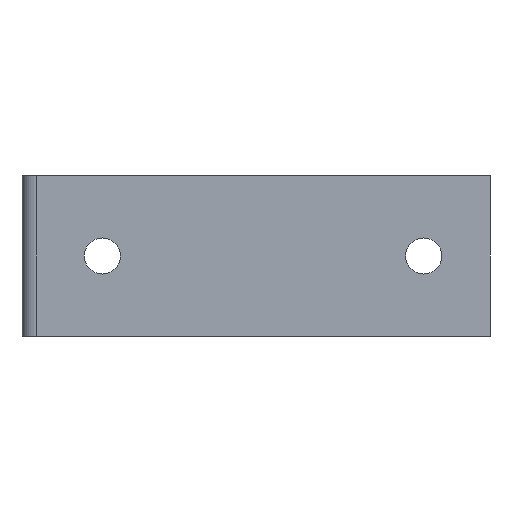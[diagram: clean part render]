
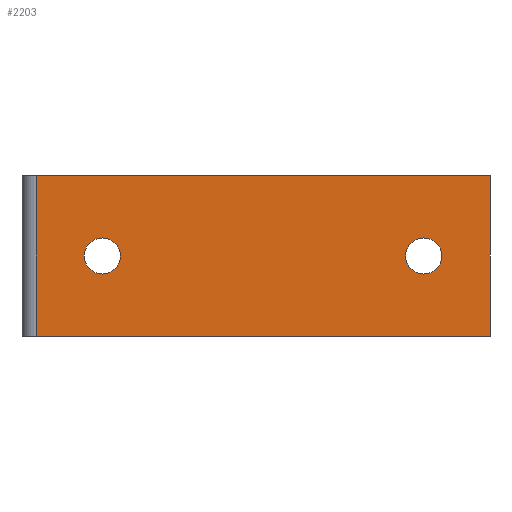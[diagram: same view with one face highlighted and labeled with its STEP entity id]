
A CAD part, front view. The second image highlights one B-rep face of the part: STEP entity #2203.
In plain terms, the highlighted planar face has unit normal (0, -1, 0).
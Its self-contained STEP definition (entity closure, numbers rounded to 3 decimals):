
#601=CARTESIAN_POINT('',(95.5,0.0,0.));
#602=VERTEX_POINT('',#601);
#603=CARTESIAN_POINT('',(100.,0.0,0.0));
#604=DIRECTION('',(0.0,1.0,0.0));
#605=DIRECTION('',(1.0,0.0,0.0));
#606=AXIS2_PLACEMENT_3D('',#603,#604,#605);
#607=CIRCLE('',#606,4.5);
#608=EDGE_CURVE('',#602,#602,#607,.T.);
#799=CARTESIAN_POINT('',(15.5,0.0,0.));
#800=VERTEX_POINT('',#799);
#801=CARTESIAN_POINT('',(20.,0.0,0.0));
#802=DIRECTION('',(0.0,1.0,0.0));
#803=DIRECTION('',(1.0,0.0,0.0));
#804=AXIS2_PLACEMENT_3D('',#801,#802,#803);
#805=CIRCLE('',#804,4.5);
#806=EDGE_CURVE('',#800,#800,#805,.T.);
#1946=CARTESIAN_POINT('',(116.5,0.0,-20.0));
#1947=VERTEX_POINT('',#1946);
#1954=CARTESIAN_POINT('',(3.5,0.0,-20.0));
#1955=VERTEX_POINT('',#1954);
#1956=CARTESIAN_POINT('',(3.5,0.0,-20.0));
#1957=DIRECTION('',(1.0,0.0,0.0));
#1958=VECTOR('',#1957,113.0);
#1959=LINE('',#1956,#1958);
#1960=EDGE_CURVE('',#1955,#1947,#1959,.T.);
#2155=CARTESIAN_POINT('',(116.5,0.0,20.0));
#2156=VERTEX_POINT('',#2155);
#2163=CARTESIAN_POINT('',(116.5,0.0,-20.0));
#2164=DIRECTION('',(0.0,0.0,1.0));
#2165=VECTOR('',#2164,40.0);
#2166=LINE('',#2163,#2165);
#2167=EDGE_CURVE('',#1947,#2156,#2166,.T.);
#2174=CARTESIAN_POINT('',(116.5,0.0,0.0));
#2175=DIRECTION('',(0.0,-1.0,0.0));
#2176=DIRECTION('',(0.0,0.0,-1.0));
#2177=AXIS2_PLACEMENT_3D('',#2174,#2175,#2176);
#2178=PLANE('',#2177);
#2179=CARTESIAN_POINT('',(3.5,0.0,20.0));
#2180=VERTEX_POINT('',#2179);
#2181=CARTESIAN_POINT('',(116.5,0.0,20.0));
#2182=DIRECTION('',(-1.0,0.0,0.0));
#2183=VECTOR('',#2182,113.0);
#2184=LINE('',#2181,#2183);
#2185=EDGE_CURVE('',#2156,#2180,#2184,.T.);
#2186=ORIENTED_EDGE('',*,*,#2185,.T.);
#2187=CARTESIAN_POINT('',(3.5,0.0,-20.0));
#2188=DIRECTION('',(0.0,0.0,1.0));
#2189=VECTOR('',#2188,40.0);
#2190=LINE('',#2187,#2189);
#2191=EDGE_CURVE('',#1955,#2180,#2190,.T.);
#2192=ORIENTED_EDGE('',*,*,#2191,.F.);
#2193=ORIENTED_EDGE('',*,*,#1960,.T.);
#2194=ORIENTED_EDGE('',*,*,#2167,.T.);
#2195=EDGE_LOOP('',(#2186,#2192,#2193,#2194));
#2196=FACE_OUTER_BOUND('',#2195,.T.);
#2197=ORIENTED_EDGE('',*,*,#608,.T.);
#2198=EDGE_LOOP('',(#2197));
#2199=FACE_BOUND('',#2198,.T.);
#2200=ORIENTED_EDGE('',*,*,#806,.T.);
#2201=EDGE_LOOP('',(#2200));
#2202=FACE_BOUND('',#2201,.T.);
#2203=ADVANCED_FACE('',(#2196,#2199,#2202),#2178,.T.);
